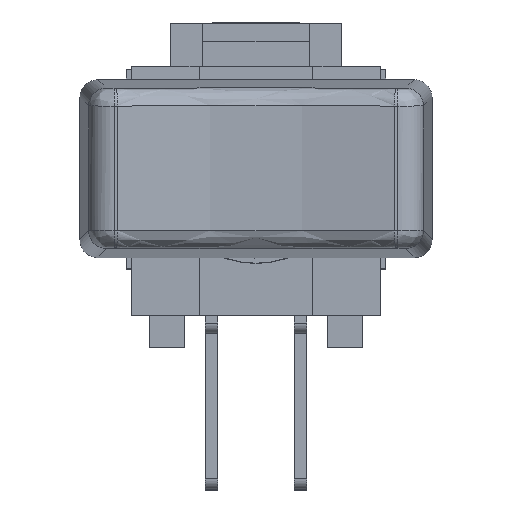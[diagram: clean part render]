
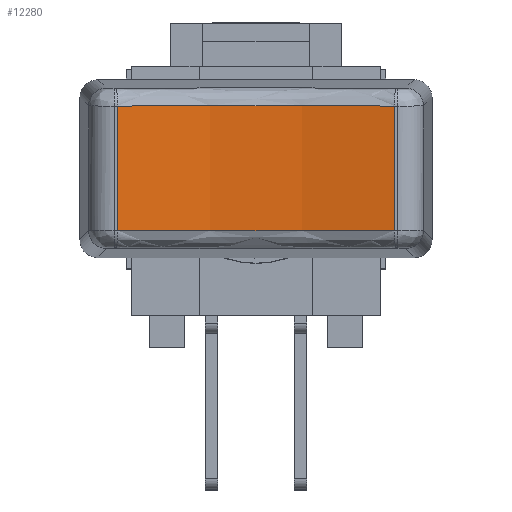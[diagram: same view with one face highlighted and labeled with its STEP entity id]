
A CAD part, top view. The second image highlights one B-rep face of the part: STEP entity #12280.
In plain terms, the highlighted cylindrical face has radius 20 mm (diameter 40 mm), a partial arc.
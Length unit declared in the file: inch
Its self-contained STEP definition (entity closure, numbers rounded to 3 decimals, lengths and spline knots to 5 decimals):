
#11777=CARTESIAN_POINT('',(-0.15321,-0.06879,0.62402));
#11778=VERTEX_POINT('',#11777);
#11835=CARTESIAN_POINT('',(0.15321,-0.06879,0.62402));
#11836=VERTEX_POINT('',#11835);
#11837=CARTESIAN_POINT('',(0.0,-0.04529,1.39637));
#11838=DIRECTION('',(0.,1.,-0.03));
#11839=DIRECTION('',(0.,-0.03,-1.));
#11840=AXIS2_PLACEMENT_3D('',#11837,#11838,#11839);
#11841=ELLIPSE('',#11840,0.78777,0.7874);
#11842=EDGE_CURVE('',#11836,#11778,#11841,.T.);
#12020=CARTESIAN_POINT('',(0.15321,0.06879,0.62402));
#12021=VERTEX_POINT('',#12020);
#12078=CARTESIAN_POINT('',(-0.15321,0.06879,0.62402));
#12079=VERTEX_POINT('',#12078);
#12080=CARTESIAN_POINT('',(0.0,0.04529,1.39637));
#12081=DIRECTION('',(0.,-1.,-0.03));
#12082=DIRECTION('',(0.,0.03,-1.));
#12083=AXIS2_PLACEMENT_3D('',#12080,#12081,#12082);
#12084=ELLIPSE('',#12083,0.78777,0.7874);
#12085=EDGE_CURVE('',#12079,#12021,#12084,.T.);
#12252=CARTESIAN_POINT('',(0.15321,0.06879,0.62402));
#12253=DIRECTION('',(0.0,-1.0,0.0));
#12254=VECTOR('',#12253,0.13759);
#12255=LINE('',#12252,#12254);
#12256=EDGE_CURVE('',#12021,#11836,#12255,.T.);
#12264=CARTESIAN_POINT('',(0.0,0.07616,1.39637));
#12265=DIRECTION('',(0.0,-1.0,0.0));
#12266=DIRECTION('',(-0.243,0.0,0.97));
#12267=AXIS2_PLACEMENT_3D('',#12264,#12265,#12266);
#12268=CYLINDRICAL_SURFACE('',#12267,0.7874);
#12269=ORIENTED_EDGE('',*,*,#11842,.F.);
#12270=ORIENTED_EDGE('',*,*,#12256,.F.);
#12271=ORIENTED_EDGE('',*,*,#12085,.F.);
#12272=CARTESIAN_POINT('',(-0.15321,-0.06879,0.62402));
#12273=DIRECTION('',(0.0,1.0,0.0));
#12274=VECTOR('',#12273,0.13759);
#12275=LINE('',#12272,#12274);
#12276=EDGE_CURVE('',#11778,#12079,#12275,.T.);
#12277=ORIENTED_EDGE('',*,*,#12276,.F.);
#12278=EDGE_LOOP('',(#12269,#12270,#12271,#12277));
#12279=FACE_OUTER_BOUND('',#12278,.T.);
#12280=ADVANCED_FACE('',(#12279),#12268,.F.);
